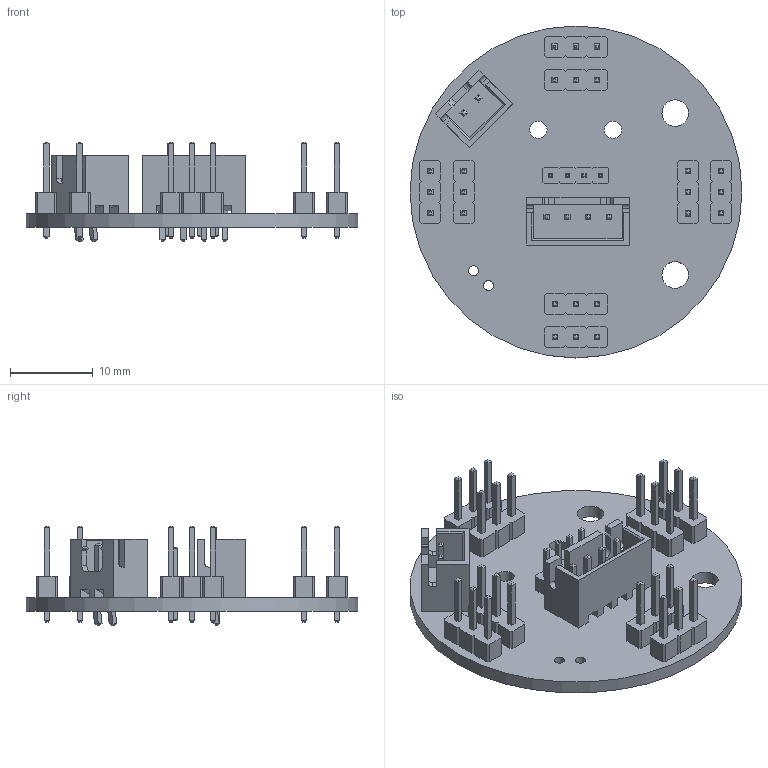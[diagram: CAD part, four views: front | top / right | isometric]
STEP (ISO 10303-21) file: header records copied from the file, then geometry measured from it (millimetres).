
FILE_DESCRIPTION(('KiCad electronic assembly'),'2;1');
FILE_NAME('Servo Breakout Board .step','2025-01-19T21:51:09',('Pcbnew'), ('Kicad'),'Open CASCADE STEP processor 7.7','KiCad to STEP converter', 'Unknown');
FILE_SCHEMA(('AUTOMOTIVE_DESIGN { 1 0 10303 214 1 1 1 1 }'));
Length unit declared in the file: millimetre
Products named in the file (10): Servo Breakout Board  1; PinHeader_1x03_P2.54mm_Vertical; PinHeader_1x03_P254mm_Vertical; PinHeader_1x04_P2.00mm_Vertical; PinHeader_1x04_P200mm_Vertical; JST_XH_B2B-XH-A_1x02_P2.50mm_Vertical; JST_B2B_XH_A; JST_XH_B4B-XH-A_1x04_P2.50mm_Vertical; JST_B4B_XH_A; _autosave-Servo Breakout Board _PCB
Assembly tree (16 placements, depth 3):
  Servo Breakout Board  1
    PinHeader_1x03_P2.54mm_Vertical  x8
      PinHeader_1x03_P254mm_Vertical
    PinHeader_1x04_P2.00mm_Vertical
      PinHeader_1x04_P200mm_Vertical
    JST_XH_B2B-XH-A_1x02_P2.50mm_Vertical
      JST_B2B_XH_A
    JST_XH_B4B-XH-A_1x04_P2.50mm_Vertical
      JST_B4B_XH_A
    _autosave-Servo Breakout Board _PCB
Bounding box: 40 x 40 x 11.94 mm (x, y, z)
Volume: 2843.7 mm3; surface area: 5262.4 mm2
Topology: 12 solids, 12 shells, 981 faces, 2407 edges, 1518 vertices
Faces by surface type: plane 932, cylinder 49
Full cylindrical faces by diameter (mm): 0.8 x4, 0.95 x4, 1 x26, 1.2 x2, 2.1 x2, 3.2 x2, 40 x1
Entity records: 16502 total; most frequent: CARTESIAN_POINT 2347, ORIENTED_EDGE 2294, DIRECTION 2177, EDGE_CURVE 1147, LINE 1049, VECTOR 1049, VERTEX_POINT 734, AXIS2_PLACEMENT_3D 564
